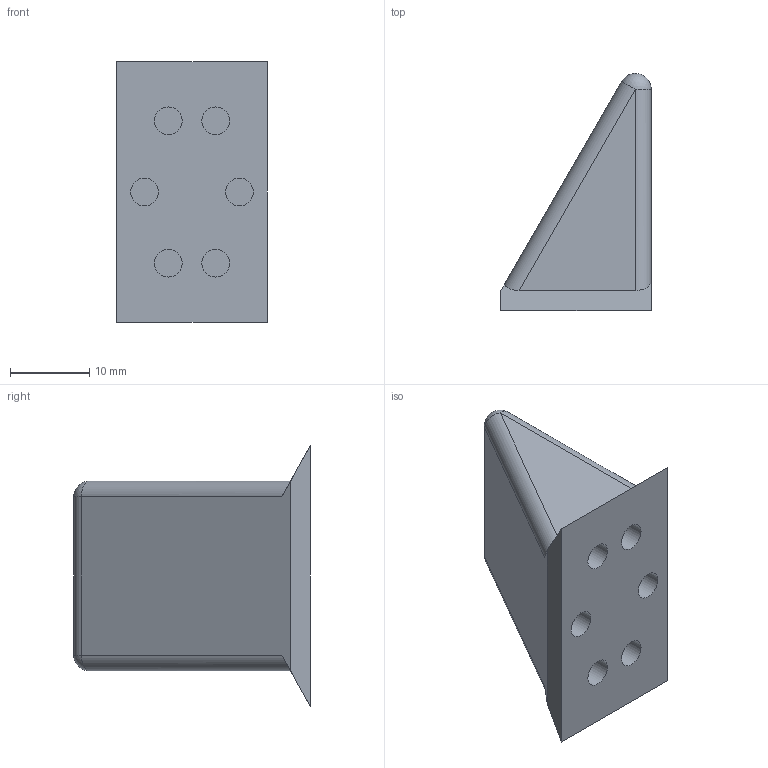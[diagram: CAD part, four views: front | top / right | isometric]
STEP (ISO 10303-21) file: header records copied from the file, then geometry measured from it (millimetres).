
FILE_DESCRIPTION(/* description */ (''),/* implementation_level */ '2;1');
FILE_NAME(/* name */ 'wedge_finger_tip.stp',/* time_stamp */ '2024-12-21T19:40:52-05:00',/* author */ ('Kenny'),/* organization */ (''),/* preprocessor_version */ 'ST-DEVELOPER v18.1',/* originating_system */ 'Autodesk Inventor 2021',/* authorisation */ '');
FILE_SCHEMA (('AUTOMOTIVE_DESIGN { 1 0 10303 214 3 1 1 }'));
Length unit declared in the file: millimetre
Products named in the file (1): finger_tip_1
Bounding box: 19 x 29.94 x 33 mm (x, y, z)
Volume: 8234 mm3; surface area: 3266.7 mm2
Topology: 1 solids, 1 shells, 27 faces, 63 edges, 44 vertices
Faces by surface type: plane 14, cylinder 11, sphere 2
Full cylindrical faces by diameter (mm): 3.5 x6
Entity records: 840 total; most frequent: DIRECTION 153, CARTESIAN_POINT 135, ORIENTED_EDGE 126, EDGE_CURVE 63, AXIS2_PLACEMENT_3D 62, VERTEX_POINT 44, EDGE_LOOP 33, CIRCLE 30
